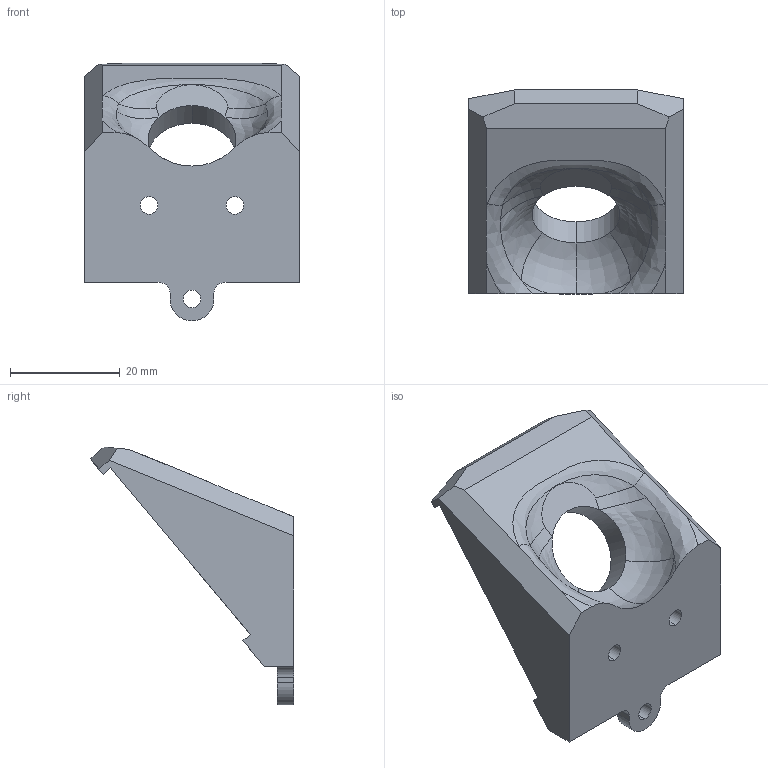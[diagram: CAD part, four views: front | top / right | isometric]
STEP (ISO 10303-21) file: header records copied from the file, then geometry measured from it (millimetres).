
FILE_DESCRIPTION (( 'STEP AP214' ), '1' );
FILE_NAME ('camera extension.STEP', '2025-12-26T11:07:23', ( '' ), ( '' ), 'SwSTEP 2.0', 'SolidWorks 2020', '' );
FILE_SCHEMA (( 'AUTOMOTIVE_DESIGN' ));
Length unit declared in the file: millimetre
Products named in the file (1): camera extension
Bounding box: 39 x 37.02 x 46.86 mm (x, y, z)
Volume: 15163.2 mm3; surface area: 6908.2 mm2
Topology: 1 solids, 1 shells, 78 faces, 206 edges, 135 vertices
Faces by surface type: plane 43, cylinder 25, bspline 8, torus 2
Entity records: 3229 total; most frequent: CARTESIAN_POINT 1286, ORIENTED_EDGE 412, DIRECTION 378, EDGE_CURVE 206, VERTEX_POINT 135, AXIS2_PLACEMENT_3D 128, VECTOR 122, LINE 122
